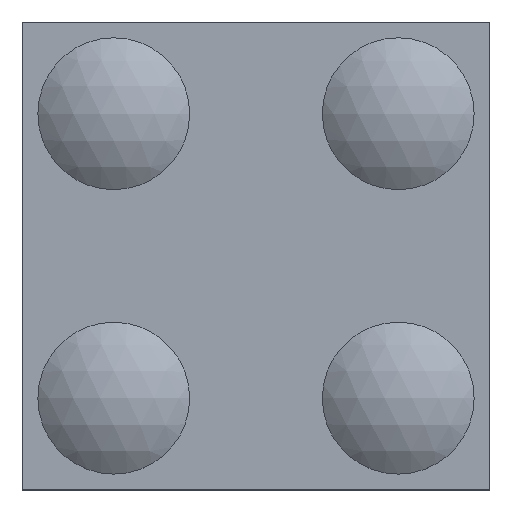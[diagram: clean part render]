
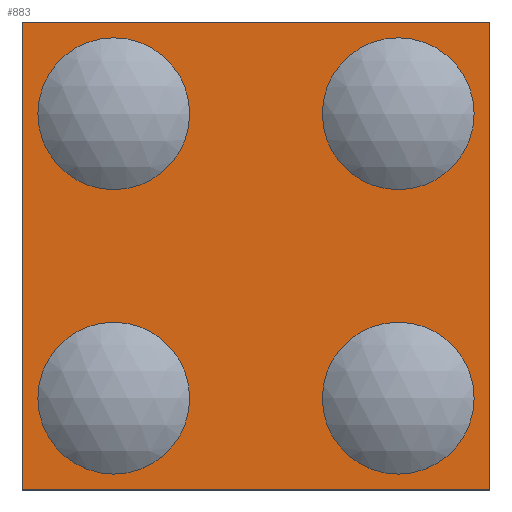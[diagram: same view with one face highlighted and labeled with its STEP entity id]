
A CAD part, top view. The second image highlights one B-rep face of the part: STEP entity #883.
In plain terms, the highlighted planar face has unit normal (0, 0, 1).
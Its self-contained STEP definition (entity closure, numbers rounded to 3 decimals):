
#116=FACE_BOUND('',#198,.T.);
#117=FACE_BOUND('',#199,.T.);
#118=FACE_BOUND('',#200,.T.);
#119=FACE_BOUND('',#201,.T.);
#144=FACE_OUTER_BOUND('',#197,.T.);
#197=EDGE_LOOP('',(#690,#691,#692,#693));
#198=EDGE_LOOP('',(#694,#695,#696,#697));
#199=EDGE_LOOP('',(#698,#699,#700,#701));
#200=EDGE_LOOP('',(#702,#703,#704,#705));
#201=EDGE_LOOP('',(#706,#707,#708,#709));
#234=LINE('',#1321,#316);
#237=LINE('',#1327,#319);
#240=LINE('',#1333,#322);
#243=LINE('',#1337,#325);
#246=LINE('',#1345,#328);
#249=LINE('',#1351,#331);
#252=LINE('',#1357,#334);
#255=LINE('',#1361,#337);
#258=LINE('',#1369,#340);
#261=LINE('',#1375,#343);
#264=LINE('',#1381,#346);
#267=LINE('',#1385,#349);
#270=LINE('',#1393,#352);
#273=LINE('',#1399,#355);
#276=LINE('',#1405,#358);
#279=LINE('',#1409,#361);
#282=LINE('',#1417,#364);
#286=LINE('',#1424,#368);
#289=LINE('',#1430,#371);
#291=LINE('',#1433,#373);
#316=VECTOR('',#1080,10.);
#319=VECTOR('',#1085,10.);
#322=VECTOR('',#1090,10.);
#325=VECTOR('',#1095,10.);
#328=VECTOR('',#1100,10.);
#331=VECTOR('',#1105,10.);
#334=VECTOR('',#1110,10.);
#337=VECTOR('',#1115,10.);
#340=VECTOR('',#1120,10.);
#343=VECTOR('',#1125,10.);
#346=VECTOR('',#1130,10.);
#349=VECTOR('',#1135,10.);
#352=VECTOR('',#1140,10.);
#355=VECTOR('',#1145,10.);
#358=VECTOR('',#1150,10.);
#361=VECTOR('',#1155,10.);
#364=VECTOR('',#1160,10.);
#368=VECTOR('',#1166,10.);
#371=VECTOR('',#1171,10.);
#373=VECTOR('',#1175,10.);
#398=VERTEX_POINT('',#1318);
#399=VERTEX_POINT('',#1320);
#401=VERTEX_POINT('',#1326);
#403=VERTEX_POINT('',#1332);
#406=VERTEX_POINT('',#1342);
#407=VERTEX_POINT('',#1344);
#409=VERTEX_POINT('',#1350);
#411=VERTEX_POINT('',#1356);
#414=VERTEX_POINT('',#1366);
#415=VERTEX_POINT('',#1368);
#417=VERTEX_POINT('',#1374);
#419=VERTEX_POINT('',#1380);
#422=VERTEX_POINT('',#1390);
#423=VERTEX_POINT('',#1392);
#425=VERTEX_POINT('',#1398);
#427=VERTEX_POINT('',#1404);
#430=VERTEX_POINT('',#1414);
#431=VERTEX_POINT('',#1416);
#433=VERTEX_POINT('',#1422);
#435=VERTEX_POINT('',#1428);
#474=EDGE_CURVE('',#399,#398,#234,.T.);
#477=EDGE_CURVE('',#401,#399,#237,.T.);
#480=EDGE_CURVE('',#403,#401,#240,.T.);
#483=EDGE_CURVE('',#398,#403,#243,.T.);
#486=EDGE_CURVE('',#407,#406,#246,.T.);
#489=EDGE_CURVE('',#409,#407,#249,.T.);
#492=EDGE_CURVE('',#411,#409,#252,.T.);
#495=EDGE_CURVE('',#406,#411,#255,.T.);
#498=EDGE_CURVE('',#415,#414,#258,.T.);
#501=EDGE_CURVE('',#417,#415,#261,.T.);
#504=EDGE_CURVE('',#419,#417,#264,.T.);
#507=EDGE_CURVE('',#414,#419,#267,.T.);
#510=EDGE_CURVE('',#423,#422,#270,.T.);
#513=EDGE_CURVE('',#425,#423,#273,.T.);
#516=EDGE_CURVE('',#427,#425,#276,.T.);
#519=EDGE_CURVE('',#422,#427,#279,.T.);
#522=EDGE_CURVE('',#431,#430,#282,.T.);
#526=EDGE_CURVE('',#430,#433,#286,.T.);
#529=EDGE_CURVE('',#433,#435,#289,.T.);
#531=EDGE_CURVE('',#435,#431,#291,.T.);
#690=ORIENTED_EDGE('',*,*,#531,.T.);
#691=ORIENTED_EDGE('',*,*,#522,.T.);
#692=ORIENTED_EDGE('',*,*,#526,.T.);
#693=ORIENTED_EDGE('',*,*,#529,.T.);
#694=ORIENTED_EDGE('',*,*,#474,.T.);
#695=ORIENTED_EDGE('',*,*,#483,.T.);
#696=ORIENTED_EDGE('',*,*,#480,.T.);
#697=ORIENTED_EDGE('',*,*,#477,.T.);
#698=ORIENTED_EDGE('',*,*,#486,.T.);
#699=ORIENTED_EDGE('',*,*,#495,.T.);
#700=ORIENTED_EDGE('',*,*,#492,.T.);
#701=ORIENTED_EDGE('',*,*,#489,.T.);
#702=ORIENTED_EDGE('',*,*,#498,.T.);
#703=ORIENTED_EDGE('',*,*,#507,.T.);
#704=ORIENTED_EDGE('',*,*,#504,.T.);
#705=ORIENTED_EDGE('',*,*,#501,.T.);
#706=ORIENTED_EDGE('',*,*,#510,.T.);
#707=ORIENTED_EDGE('',*,*,#519,.T.);
#708=ORIENTED_EDGE('',*,*,#516,.T.);
#709=ORIENTED_EDGE('',*,*,#513,.T.);
#847=PLANE('',#1016);
#883=ADVANCED_FACE('',(#144,#116,#117,#118,#119),#847,.T.);
#1016=AXIS2_PLACEMENT_3D('',#1435,#1178,#1179);
#1080=DIRECTION('',(0.,1.,0.));
#1085=DIRECTION('',(-1.,0.,0.));
#1090=DIRECTION('',(0.,-1.,0.));
#1095=DIRECTION('',(1.,0.,0.));
#1100=DIRECTION('',(0.,1.,0.));
#1105=DIRECTION('',(-1.,0.,0.));
#1110=DIRECTION('',(0.,-1.,0.));
#1115=DIRECTION('',(1.,0.,0.));
#1120=DIRECTION('',(0.,1.,0.));
#1125=DIRECTION('',(-1.,0.,0.));
#1130=DIRECTION('',(0.,-1.,0.));
#1135=DIRECTION('',(1.,0.,0.));
#1140=DIRECTION('',(0.,1.,0.));
#1145=DIRECTION('',(-1.,0.,0.));
#1150=DIRECTION('',(0.,-1.,0.));
#1155=DIRECTION('',(1.,0.,0.));
#1160=DIRECTION('',(0.,1.,0.));
#1166=DIRECTION('',(-1.,0.,0.));
#1171=DIRECTION('',(0.,-1.,0.));
#1175=DIRECTION('',(1.,0.,0.));
#1178=DIRECTION('center_axis',(0.,0.,1.));
#1179=DIRECTION('ref_axis',(1.,0.,0.));
#1318=CARTESIAN_POINT('',(37.,45.,0.));
#1320=CARTESIAN_POINT('',(37.,37.,0.));
#1321=CARTESIAN_POINT('',(37.,35.25,0.));
#1326=CARTESIAN_POINT('',(45.,37.,0.));
#1327=CARTESIAN_POINT('',(31.25,37.,0.));
#1332=CARTESIAN_POINT('',(45.,45.,0.));
#1333=CARTESIAN_POINT('',(45.,31.25,0.));
#1337=CARTESIAN_POINT('',(35.25,45.,0.));
#1342=CARTESIAN_POINT('',(37.,14.,0.));
#1344=CARTESIAN_POINT('',(37.,6.,0.));
#1345=CARTESIAN_POINT('',(37.,19.75,0.));
#1350=CARTESIAN_POINT('',(45.,6.,0.));
#1351=CARTESIAN_POINT('',(31.25,6.,0.));
#1356=CARTESIAN_POINT('',(45.,14.,0.));
#1357=CARTESIAN_POINT('',(45.,15.75,0.));
#1361=CARTESIAN_POINT('',(35.25,14.,0.));
#1366=CARTESIAN_POINT('',(6.,45.,0.));
#1368=CARTESIAN_POINT('',(6.,37.,0.));
#1369=CARTESIAN_POINT('',(6.,35.25,0.));
#1374=CARTESIAN_POINT('',(14.,37.,0.));
#1375=CARTESIAN_POINT('',(15.75,37.,0.));
#1380=CARTESIAN_POINT('',(14.,45.,0.));
#1381=CARTESIAN_POINT('',(14.,31.25,0.));
#1385=CARTESIAN_POINT('',(19.75,45.,0.));
#1390=CARTESIAN_POINT('',(6.,14.,0.));
#1392=CARTESIAN_POINT('',(6.,6.,0.));
#1393=CARTESIAN_POINT('',(6.,19.75,0.));
#1398=CARTESIAN_POINT('',(14.,6.,0.));
#1399=CARTESIAN_POINT('',(15.75,6.,0.));
#1404=CARTESIAN_POINT('',(14.,14.,0.));
#1405=CARTESIAN_POINT('',(14.,15.75,0.));
#1409=CARTESIAN_POINT('',(19.75,14.,0.));
#1414=CARTESIAN_POINT('',(51.,51.,0.));
#1416=CARTESIAN_POINT('',(51.,0.,0.));
#1417=CARTESIAN_POINT('',(51.,0.,0.));
#1422=CARTESIAN_POINT('',(0.,51.,0.));
#1424=CARTESIAN_POINT('',(51.,51.,0.));
#1428=CARTESIAN_POINT('',(0.,0.,0.));
#1430=CARTESIAN_POINT('',(0.,51.,0.));
#1433=CARTESIAN_POINT('',(0.,0.,0.));
#1435=CARTESIAN_POINT('Origin',(25.5,25.5,0.));
